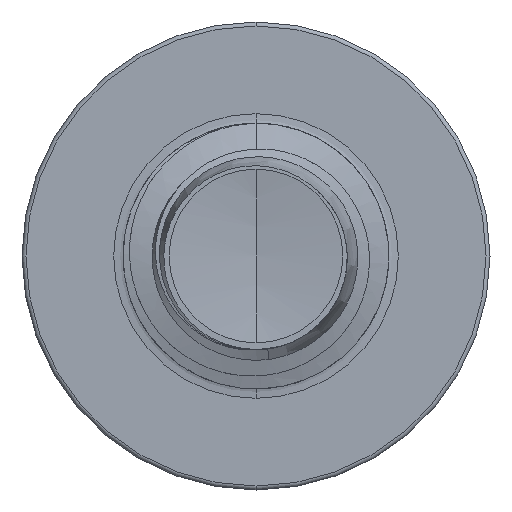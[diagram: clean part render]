
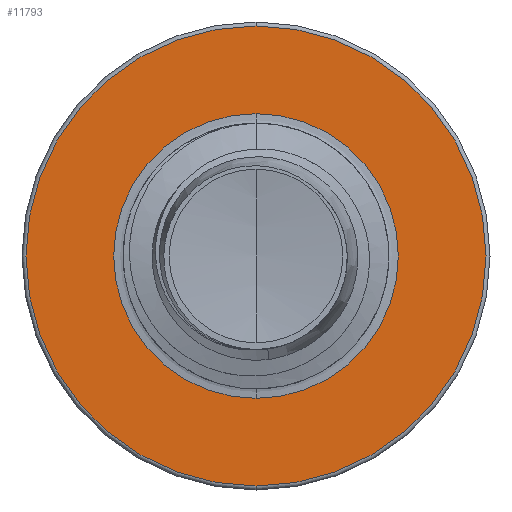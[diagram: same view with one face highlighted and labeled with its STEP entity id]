
A CAD part, front view. The second image highlights one B-rep face of the part: STEP entity #11793.
In plain terms, the highlighted planar face has unit normal (0, -1, 0).
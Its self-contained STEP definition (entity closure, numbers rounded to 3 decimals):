
#132 = EDGE_CURVE ( 'NONE', #12886, #11834, #5294, .T. ) ;
#1563 = DIRECTION ( 'NONE',  ( 0., 0., 1. ) ) ;
#1579 = DIRECTION ( 'NONE',  ( 0., 1., 0. ) ) ;
#1583 = CARTESIAN_POINT ( 'NONE',  ( 0., 5.5, 0. ) ) ;
#3428 = EDGE_CURVE ( 'NONE', #9495, #14478, #11741, .T. ) ;
#3656 = CIRCLE ( 'NONE', #4764, 2.677 ) ;
#4282 = AXIS2_PLACEMENT_3D ( 'NONE', #15388, #15393, #15403 ) ;
#4366 = DIRECTION ( 'NONE',  ( 0., 0., 1. ) ) ;
#4384 = DIRECTION ( 'NONE',  ( 0., 1., 0. ) ) ;
#4390 = CARTESIAN_POINT ( 'NONE',  ( 0., 5.5, 0. ) ) ;
#4488 = DIRECTION ( 'NONE',  ( 0., 0., 1. ) ) ;
#4491 = ORIENTED_EDGE ( 'NONE', *, *, #132, .T. ) ;
#4504 = DIRECTION ( 'NONE',  ( 0., 1., 0. ) ) ;
#4511 = CARTESIAN_POINT ( 'NONE',  ( 0., 5.5, 0. ) ) ;
#4764 = AXIS2_PLACEMENT_3D ( 'NONE', #4511, #4504, #4488 ) ;
#4993 = CARTESIAN_POINT ( 'NONE',  ( 0., 5.5, 4.325 ) ) ;
#5294 = CIRCLE ( 'NONE', #4282, 2.677 ) ;
#5648 = DIRECTION ( 'NONE',  ( 0., 0., 1. ) ) ;
#5666 = DIRECTION ( 'NONE',  ( 0., 1., 0. ) ) ;
#5672 = CARTESIAN_POINT ( 'NONE',  ( 0., 5.5, 2.677 ) ) ;
#5801 = EDGE_CURVE ( 'NONE', #11834, #12886, #3656, .T. ) ;
#5833 = PLANE ( 'NONE',  #13390 ) ;
#5909 = EDGE_CURVE ( 'NONE', #14478, #9495, #10599, .T. ) ;
#6257 = CARTESIAN_POINT ( 'NONE',  ( 0., 5.5, -2.677 ) ) ;
#8144 = EDGE_LOOP ( 'NONE', ( #13393, #11684 ) ) ;
#8398 = ORIENTED_EDGE ( 'NONE', *, *, #5801, .T. ) ;
#8519 = CARTESIAN_POINT ( 'NONE',  ( 0., 5.5, -2.677 ) ) ;
#9423 = AXIS2_PLACEMENT_3D ( 'NONE', #4390, #4384, #4366 ) ;
#9495 = VERTEX_POINT ( 'NONE', #4993 ) ;
#10599 = CIRCLE ( 'NONE', #9423, 4.325 ) ;
#10748 = FACE_BOUND ( 'NONE', #11760, .T. ) ;
#11593 = AXIS2_PLACEMENT_3D ( 'NONE', #1583, #1579, #1563 ) ;
#11684 = ORIENTED_EDGE ( 'NONE', *, *, #5909, .F. ) ;
#11741 = CIRCLE ( 'NONE', #11593, 4.325 ) ;
#11760 = EDGE_LOOP ( 'NONE', ( #8398, #4491 ) ) ;
#11793 = ADVANCED_FACE ( 'NONE', ( #13151, #10748 ), #5833, .F. ) ;
#11834 = VERTEX_POINT ( 'NONE', #5672 ) ;
#12378 = CARTESIAN_POINT ( 'NONE',  ( 0., 5.5, -4.325 ) ) ;
#12886 = VERTEX_POINT ( 'NONE', #8519 ) ;
#13151 = FACE_OUTER_BOUND ( 'NONE', #8144, .T. ) ;
#13390 = AXIS2_PLACEMENT_3D ( 'NONE', #6257, #5666, #5648 ) ;
#13393 = ORIENTED_EDGE ( 'NONE', *, *, #3428, .F. ) ;
#14478 = VERTEX_POINT ( 'NONE', #12378 ) ;
#15388 = CARTESIAN_POINT ( 'NONE',  ( 0., 5.5, 0. ) ) ;
#15393 = DIRECTION ( 'NONE',  ( 0., 1., 0. ) ) ;
#15403 = DIRECTION ( 'NONE',  ( 0., 0., 1. ) ) ;
